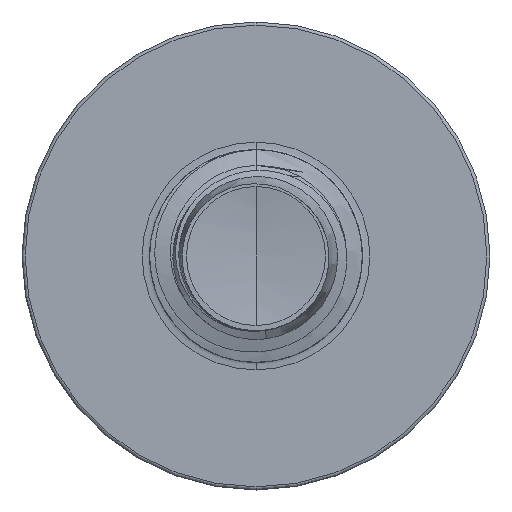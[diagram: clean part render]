
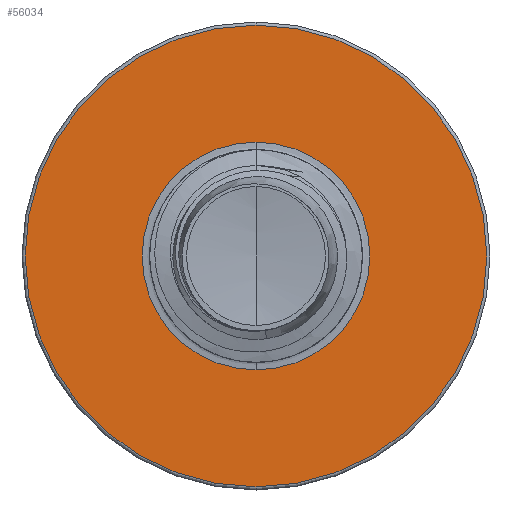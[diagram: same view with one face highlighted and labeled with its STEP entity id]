
A CAD part, front view. The second image highlights one B-rep face of the part: STEP entity #56034.
In plain terms, the highlighted planar face has unit normal (0, -1, 0).
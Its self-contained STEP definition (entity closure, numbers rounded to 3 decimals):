
#4722 = DIRECTION ( 'NONE',  ( 0., 1., 0. ) ) ;
#4914 = VERTEX_POINT ( 'NONE', #58896 ) ;
#5033 = VERTEX_POINT ( 'NONE', #19450 ) ;
#5119 = CARTESIAN_POINT ( 'NONE',  ( 0., 35., -2.677 ) ) ;
#5183 = DIRECTION ( 'NONE',  ( 0., 1., 0. ) ) ;
#5834 = CIRCLE ( 'NONE', #60093, 5.425 ) ;
#9674 = CARTESIAN_POINT ( 'NONE',  ( 0., 35., 0. ) ) ;
#12013 = EDGE_CURVE ( 'NONE', #4914, #5033, #41373, .T. ) ;
#14631 = DIRECTION ( 'NONE',  ( 0., 0., 1. ) ) ;
#17802 = ORIENTED_EDGE ( 'NONE', *, *, #46813, .F. ) ;
#18168 = EDGE_CURVE ( 'NONE', #42974, #29509, #38214, .T. ) ;
#19450 = CARTESIAN_POINT ( 'NONE',  ( 0., 35., -5.425 ) ) ;
#20683 = DIRECTION ( 'NONE',  ( 0., 0., 1. ) ) ;
#21847 = ORIENTED_EDGE ( 'NONE', *, *, #49102, .T. ) ;
#23592 = AXIS2_PLACEMENT_3D ( 'NONE', #34375, #4722, #39356 ) ;
#24492 = CARTESIAN_POINT ( 'NONE',  ( 0., 35., 0. ) ) ;
#29483 = DIRECTION ( 'NONE',  ( 0., 0., 1. ) ) ;
#29509 = VERTEX_POINT ( 'NONE', #40240 ) ;
#30428 = PLANE ( 'NONE',  #36068 ) ;
#34355 = AXIS2_PLACEMENT_3D ( 'NONE', #24492, #59192, #29483 ) ;
#34375 = CARTESIAN_POINT ( 'NONE',  ( 0., 35., 0. ) ) ;
#34832 = CARTESIAN_POINT ( 'NONE',  ( 0., 35., 0. ) ) ;
#35355 = EDGE_LOOP ( 'NONE', ( #51902, #17802 ) ) ;
#36068 = AXIS2_PLACEMENT_3D ( 'NONE', #5119, #50360, #20683 ) ;
#38214 = CIRCLE ( 'NONE', #53134, 2.677 ) ;
#39356 = DIRECTION ( 'NONE',  ( 0., 0., 1. ) ) ;
#39815 = DIRECTION ( 'NONE',  ( 0., 0., 1. ) ) ;
#39885 = ORIENTED_EDGE ( 'NONE', *, *, #18168, .T. ) ;
#40240 = CARTESIAN_POINT ( 'NONE',  ( 0., 35., -2.677 ) ) ;
#40888 = CARTESIAN_POINT ( 'NONE',  ( 0., 35., 2.677 ) ) ;
#41373 = CIRCLE ( 'NONE', #23592, 5.425 ) ;
#42974 = VERTEX_POINT ( 'NONE', #40888 ) ;
#44274 = DIRECTION ( 'NONE',  ( 0., 1., 0. ) ) ;
#45214 = FACE_BOUND ( 'NONE', #51728, .T. ) ;
#46813 = EDGE_CURVE ( 'NONE', #5033, #4914, #5834, .T. ) ;
#48336 = FACE_OUTER_BOUND ( 'NONE', #35355, .T. ) ;
#49102 = EDGE_CURVE ( 'NONE', #29509, #42974, #56181, .T. ) ;
#50360 = DIRECTION ( 'NONE',  ( 0., 1., 0. ) ) ;
#51728 = EDGE_LOOP ( 'NONE', ( #39885, #21847 ) ) ;
#51902 = ORIENTED_EDGE ( 'NONE', *, *, #12013, .F. ) ;
#53134 = AXIS2_PLACEMENT_3D ( 'NONE', #9674, #44274, #14631 ) ;
#56034 = ADVANCED_FACE ( 'NONE', ( #48336, #45214 ), #30428, .F. ) ;
#56181 = CIRCLE ( 'NONE', #34355, 2.677 ) ;
#58896 = CARTESIAN_POINT ( 'NONE',  ( 0., 35., 5.425 ) ) ;
#59192 = DIRECTION ( 'NONE',  ( 0., 1., 0. ) ) ;
#60093 = AXIS2_PLACEMENT_3D ( 'NONE', #34832, #5183, #39815 ) ;
